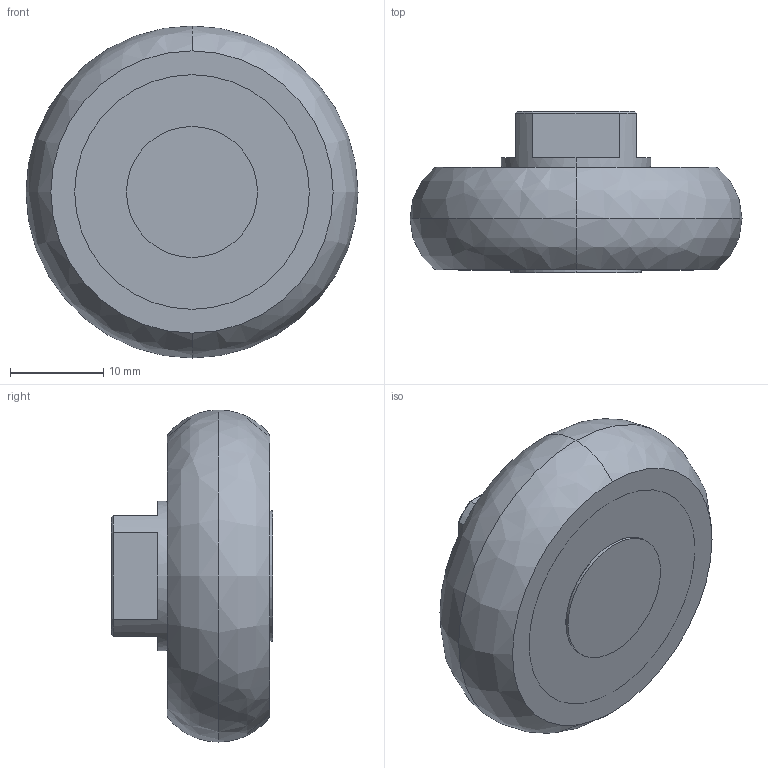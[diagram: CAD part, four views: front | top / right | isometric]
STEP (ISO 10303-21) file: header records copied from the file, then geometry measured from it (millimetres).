
FILE_DESCRIPTION (( 'STEP AP214' ), '1' );
FILE_NAME ('RSBLA45-2Z-Rollco.step', '2022-01-21T07:12:06', ( '' ), ( '' ), 'SwSTEP 2.0', 'SolidWorks 2010', '' );
FILE_SCHEMA (( 'AUTOMOTIVE_DESIGN' ));
Length unit declared in the file: millimetre
Products named in the file (1): RSBLA45-2Z-Rollco
Bounding box: 35.6 x 17.3 x 35.6 mm (x, y, z)
Volume: 7806.3 mm3; surface area: 7322.1 mm2
Topology: 8 solids, 11 shells, 69 faces, 160 edges, 87 vertices
Faces by surface type: plane 23, cylinder 20, bspline 18, cone 8
Entity records: 2079 total; most frequent: CARTESIAN_POINT 581, DIRECTION 304, ORIENTED_EDGE 260, AXIS2_PLACEMENT_3D 130, EDGE_CURVE 130, VERTEX_POINT 87, EDGE_LOOP 79, CIRCLE 78
